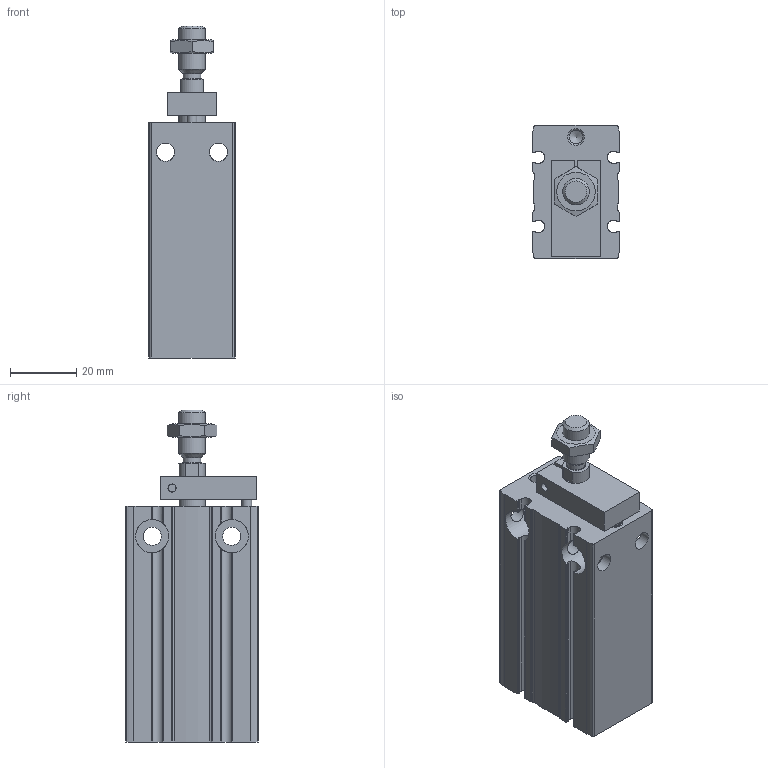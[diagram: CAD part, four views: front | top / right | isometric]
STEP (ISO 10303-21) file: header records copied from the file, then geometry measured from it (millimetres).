
FILE_DESCRIPTION(/* description */ ('STEP AP214'),/* implementation_level */ '2;1');
FILE_NAME(/* name */ '4840817_DPDM-Q-20-25-PA',/* time_stamp */ '2024-08-20T21:23:31+02:00',/* author */ ('License CC BY-ND 4.0'),/* organization */ ('CADENAS'),/* preprocessor_version */ 'ST-DEVELOPER v19.3',/* originating_system */ 'PARTsolutions',/* authorisation */ ' ');
FILE_SCHEMA (('AUTOMOTIVE_DESIGN {1 0 10303 214 3 1 1}'));
Length unit declared in the file: millimetre
Products named in the file (6): 4840817 DPDM-Q-20-25-PA---(0); 4654766 DPDM-Q-25---(h); 4654766 DPDM-Q-25---(r); ISO 4035 M8(F); 4654766 DPDM 20-25---(p); ISO-4762 M3x10
Assembly tree (5 placements, depth 2):
  4840817 DPDM-Q-20-25-PA---(0)
    4654766 DPDM-Q-25---(h)
    4654766 DPDM-Q-25---(r)
    ISO 4035 M8(F)
    4654766 DPDM 20-25---(p)
    ISO-4762 M3x10
Bounding box: 26 x 40 x 100 mm (x, y, z)
Volume: 63191.1 mm3; surface area: 24248.2 mm2
Topology: 5 solids, 6 shells, 254 faces, 674 edges, 441 vertices
Faces by surface type: cylinder 115, plane 101, cone 36, torus 2
Full cylindrical faces by diameter (mm): 2.459 x1, 3 x3, 3.4 x1, 4 x1, 4.134 x5, 4.5 x1, 4.55 x1, 5.333 x1, 5.5 x9, 5.9 x1, 6.647 x1, 8 x3, 10 x4, 18 x1, 20 x2, 22 x1
Entity records: 8911 total; most frequent: CARTESIAN_POINT 1669, DIRECTION 1212, ORIENTED_EDGE 1136, EDGE_CURVE 568, AXIS2_PLACEMENT_3D 473, VERTEX_POINT 414, FACE_BOUND 362, EDGE_LOOP 355
